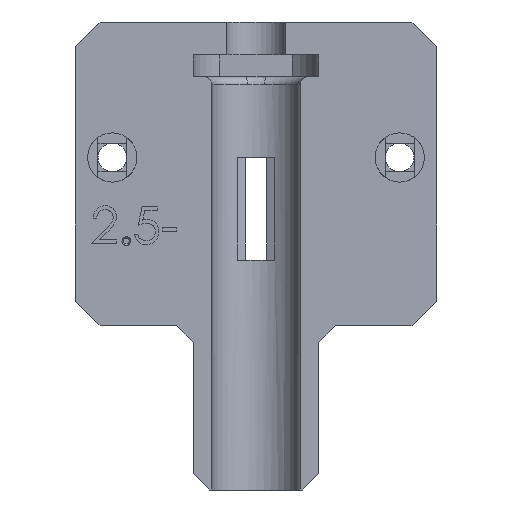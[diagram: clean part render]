
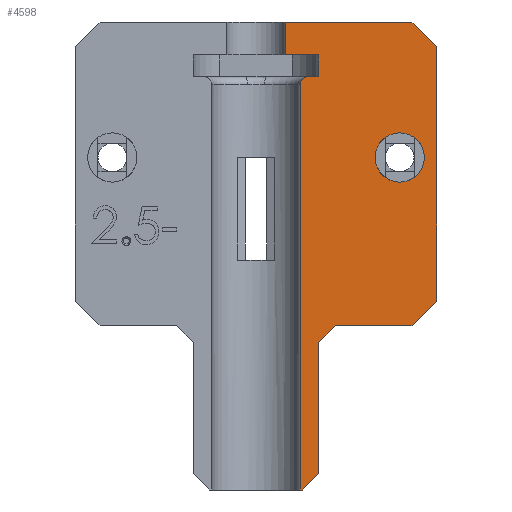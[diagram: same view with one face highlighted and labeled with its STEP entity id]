
A CAD part, front view. The second image highlights one B-rep face of the part: STEP entity #4598.
In plain terms, the highlighted planar face has unit normal (0, -1, 0).
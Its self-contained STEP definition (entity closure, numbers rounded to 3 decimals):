
#5 = CARTESIAN_POINT ( 'NONE',  ( 6.375, -26.875, 13.35 ) ) ;
#15 = DIRECTION ( 'NONE',  ( 0., -1., 0. ) ) ;
#93 = AXIS2_PLACEMENT_3D ( 'NONE', #6917, #15, #2556 ) ;
#118 = DIRECTION ( 'NONE',  ( 1., 0., 0. ) ) ;
#347 = EDGE_CURVE ( 'NONE', #5346, #5764, #5229, .T. ) ;
#403 = EDGE_CURVE ( 'NONE', #5299, #5764, #3645, .T. ) ;
#430 = LINE ( 'NONE', #6671, #3198 ) ;
#550 = AXIS2_PLACEMENT_3D ( 'NONE', #5924, #5881, #733 ) ;
#554 = ORIENTED_EDGE ( 'NONE', *, *, #6867, .T. ) ;
#573 = VERTEX_POINT ( 'NONE', #4675 ) ;
#619 = EDGE_CURVE ( 'NONE', #6223, #988, #4079, .T. ) ;
#677 = DIRECTION ( 'NONE',  ( 0.707, 0., 0.707 ) ) ;
#682 = VERTEX_POINT ( 'NONE', #7942 ) ;
#733 = DIRECTION ( 'NONE',  ( 0., 0., -1. ) ) ;
#769 = EDGE_CURVE ( 'NONE', #1505, #5082, #3596, .T. ) ;
#929 = VERTEX_POINT ( 'NONE', #6942 ) ;
#987 = EDGE_CURVE ( 'NONE', #7405, #929, #1254, .T. ) ;
#988 = VERTEX_POINT ( 'NONE', #5856 ) ;
#1020 = DIRECTION ( 'NONE',  ( 0.707, 0., 0.707 ) ) ;
#1134 = CARTESIAN_POINT ( 'NONE',  ( 7.65, -26.875, 13.35 ) ) ;
#1254 = LINE ( 'NONE', #2617, #7764 ) ;
#1329 = CIRCLE ( 'NONE', #550, 1. ) ;
#1365 = ORIENTED_EDGE ( 'NONE', *, *, #7932, .F. ) ;
#1505 = VERTEX_POINT ( 'NONE', #3659 ) ;
#1567 = EDGE_CURVE ( 'NONE', #5346, #7600, #3702, .T. ) ;
#1614 = VECTOR ( 'NONE', #677, 1000. ) ;
#1652 = VERTEX_POINT ( 'NONE', #6080 ) ;
#1680 = EDGE_CURVE ( 'NONE', #573, #7600, #430, .T. ) ;
#1725 = DIRECTION ( 'NONE',  ( 1., 0., 0. ) ) ;
#1768 = DIRECTION ( 'NONE',  ( 0., 0., 1. ) ) ;
#1839 = LINE ( 'NONE', #3256, #1614 ) ;
#1895 = FACE_OUTER_BOUND ( 'NONE', #3429, .T. ) ;
#1896 = EDGE_CURVE ( 'NONE', #988, #6223, #2800, .T. ) ;
#1899 = CARTESIAN_POINT ( 'NONE',  ( 5.375, -26.875, -29.481 ) ) ;
#1916 = ORIENTED_EDGE ( 'NONE', *, *, #1567, .F. ) ;
#1942 = VECTOR ( 'NONE', #5600, 1000. ) ;
#2034 = VECTOR ( 'NONE', #4397, 1000. ) ;
#2246 = ORIENTED_EDGE ( 'NONE', *, *, #1680, .T. ) ;
#2332 = VECTOR ( 'NONE', #8058, 1000. ) ;
#2373 = VECTOR ( 'NONE', #5963, 1000. ) ;
#2435 = VECTOR ( 'NONE', #2782, 1000. ) ;
#2437 = VECTOR ( 'NONE', #5409, 1000. ) ;
#2556 = DIRECTION ( 'NONE',  ( 0., 0., -1. ) ) ;
#2571 = VECTOR ( 'NONE', #4297, 1000. ) ;
#2617 = CARTESIAN_POINT ( 'NONE',  ( 6.375, -26.875, -37. ) ) ;
#2782 = DIRECTION ( 'NONE',  ( -0.707, 0., 0.707 ) ) ;
#2800 = CIRCLE ( 'NONE', #7425, 3. ) ;
#2843 = CARTESIAN_POINT ( 'NONE',  ( 17.5, -26.875, 3.5 ) ) ;
#2859 = VECTOR ( 'NONE', #6963, 1000. ) ;
#2864 = ORIENTED_EDGE ( 'NONE', *, *, #619, .F. ) ;
#2933 = ORIENTED_EDGE ( 'NONE', *, *, #769, .F. ) ;
#2934 = CARTESIAN_POINT ( 'NONE',  ( 25.938, -26.875, 13.062 ) ) ;
#3046 = VECTOR ( 'NONE', #1768, 1000. ) ;
#3106 = CARTESIAN_POINT ( 'NONE',  ( 3.625, -26.875, -0.313 ) ) ;
#3134 = CARTESIAN_POINT ( 'NONE',  ( 19., -26.875, 20. ) ) ;
#3142 = AXIS2_PLACEMENT_3D ( 'NONE', #2843, #4183, #6701 ) ;
#3198 = VECTOR ( 'NONE', #1020, 1000. ) ;
#3256 = CARTESIAN_POINT ( 'NONE',  ( 7.65, -26.875, -19. ) ) ;
#3429 = EDGE_LOOP ( 'NONE', ( #3775, #3872, #6347, #7226, #4673, #7743, #7112, #7599, #2246, #1916, #5770, #7279, #1365, #2933, #554 ) ) ;
#3529 = LINE ( 'NONE', #6042, #2373 ) ;
#3596 = LINE ( 'NONE', #6280, #2332 ) ;
#3640 = CARTESIAN_POINT ( 'NONE',  ( 5.375, -26.875, -37. ) ) ;
#3645 = LINE ( 'NONE', #7450, #2034 ) ;
#3659 = CARTESIAN_POINT ( 'NONE',  ( 7.65, -26.875, 16. ) ) ;
#3702 = LINE ( 'NONE', #6884, #1942 ) ;
#3775 = ORIENTED_EDGE ( 'NONE', *, *, #4325, .T. ) ;
#3872 = ORIENTED_EDGE ( 'NONE', *, *, #4091, .T. ) ;
#4079 = CIRCLE ( 'NONE', #3142, 3. ) ;
#4091 = EDGE_CURVE ( 'NONE', #6699, #4604, #1329, .T. ) ;
#4183 = DIRECTION ( 'NONE',  ( 0., -1., 0. ) ) ;
#4297 = DIRECTION ( 'NONE',  ( 0.707, 0., 0.707 ) ) ;
#4325 = EDGE_CURVE ( 'NONE', #4778, #6699, #5706, .T. ) ;
#4397 = DIRECTION ( 'NONE',  ( 1., 0., 0. ) ) ;
#4439 = PLANE ( 'NONE',  #93 ) ;
#4598 = ADVANCED_FACE ( 'NONE', ( #5833, #1895 ), #4439, .T. ) ;
#4604 = VERTEX_POINT ( 'NONE', #5091 ) ;
#4673 = ORIENTED_EDGE ( 'NONE', *, *, #6051, .T. ) ;
#4675 = CARTESIAN_POINT ( 'NONE',  ( 19., -26.875, -17. ) ) ;
#4778 = VERTEX_POINT ( 'NONE', #1134 ) ;
#4841 = EDGE_CURVE ( 'NONE', #5957, #682, #1839, .T. ) ;
#4935 = ORIENTED_EDGE ( 'NONE', *, *, #1896, .F. ) ;
#5030 = VECTOR ( 'NONE', #1725, 1000. ) ;
#5082 = VERTEX_POINT ( 'NONE', #5332 ) ;
#5091 = CARTESIAN_POINT ( 'NONE',  ( 5.375, -26.875, 12.35 ) ) ;
#5153 = CARTESIAN_POINT ( 'NONE',  ( 17.5, -26.875, 0.5 ) ) ;
#5212 = CARTESIAN_POINT ( 'NONE',  ( 17.5, -26.875, 3.5 ) ) ;
#5229 = LINE ( 'NONE', #2934, #2435 ) ;
#5299 = VERTEX_POINT ( 'NONE', #5774 ) ;
#5332 = CARTESIAN_POINT ( 'NONE',  ( 3.625, -26.875, 16. ) ) ;
#5346 = VERTEX_POINT ( 'NONE', #7106 ) ;
#5409 = DIRECTION ( 'NONE',  ( 0., 0., -1. ) ) ;
#5600 = DIRECTION ( 'NONE',  ( 0., 0., -1. ) ) ;
#5614 = CARTESIAN_POINT ( 'NONE',  ( 21.262, -26.875, -21.389 ) ) ;
#5676 = LINE ( 'NONE', #3106, #3046 ) ;
#5706 = LINE ( 'NONE', #5, #6157 ) ;
#5764 = VERTEX_POINT ( 'NONE', #3134 ) ;
#5770 = ORIENTED_EDGE ( 'NONE', *, *, #347, .T. ) ;
#5774 = CARTESIAN_POINT ( 'NONE',  ( 3.625, -26.875, 20. ) ) ;
#5833 = FACE_BOUND ( 'NONE', #7162, .T. ) ;
#5856 = CARTESIAN_POINT ( 'NONE',  ( 17.5, -26.875, 6.5 ) ) ;
#5881 = DIRECTION ( 'NONE',  ( 0., -1., 0. ) ) ;
#5894 = EDGE_CURVE ( 'NONE', #5957, #1652, #7941, .T. ) ;
#5924 = CARTESIAN_POINT ( 'NONE',  ( 6.375, -26.875, 12.35 ) ) ;
#5957 = VERTEX_POINT ( 'NONE', #6111 ) ;
#5963 = DIRECTION ( 'NONE',  ( 0., 0., -1. ) ) ;
#6042 = CARTESIAN_POINT ( 'NONE',  ( 7.65, -26.875, -6.502 ) ) ;
#6051 = EDGE_CURVE ( 'NONE', #929, #1652, #8187, .T. ) ;
#6055 = LINE ( 'NONE', #1899, #2859 ) ;
#6080 = CARTESIAN_POINT ( 'NONE',  ( 7.65, -26.875, -35. ) ) ;
#6111 = CARTESIAN_POINT ( 'NONE',  ( 7.65, -26.875, -19. ) ) ;
#6157 = VECTOR ( 'NONE', #7029, 1000. ) ;
#6223 = VERTEX_POINT ( 'NONE', #5153 ) ;
#6280 = CARTESIAN_POINT ( 'NONE',  ( 6.375, -26.875, 16. ) ) ;
#6336 = CARTESIAN_POINT ( 'NONE',  ( 6.375, -26.875, 13.35 ) ) ;
#6347 = ORIENTED_EDGE ( 'NONE', *, *, #7981, .F. ) ;
#6451 = DIRECTION ( 'NONE',  ( 0., -1., 0. ) ) ;
#6671 = CARTESIAN_POINT ( 'NONE',  ( 17.937, -26.875, -18.063 ) ) ;
#6699 = VERTEX_POINT ( 'NONE', #6336 ) ;
#6701 = DIRECTION ( 'NONE',  ( 0., 0., -1. ) ) ;
#6753 = CARTESIAN_POINT ( 'NONE',  ( 6.375, -26.875, -17. ) ) ;
#6867 = EDGE_CURVE ( 'NONE', #1505, #4778, #3529, .T. ) ;
#6884 = CARTESIAN_POINT ( 'NONE',  ( 22., -26.875, -6.502 ) ) ;
#6917 = CARTESIAN_POINT ( 'NONE',  ( 6.375, -26.875, -6.502 ) ) ;
#6942 = CARTESIAN_POINT ( 'NONE',  ( 5.65, -26.875, -37. ) ) ;
#6963 = DIRECTION ( 'NONE',  ( 0., 0., 1. ) ) ;
#6965 = EDGE_CURVE ( 'NONE', #682, #573, #7412, .T. ) ;
#7029 = DIRECTION ( 'NONE',  ( -1., 0., 0. ) ) ;
#7068 = CARTESIAN_POINT ( 'NONE',  ( 22., -26.875, -14. ) ) ;
#7074 = DIRECTION ( 'NONE',  ( 0., 0., -1. ) ) ;
#7106 = CARTESIAN_POINT ( 'NONE',  ( 22., -26.875, 17. ) ) ;
#7112 = ORIENTED_EDGE ( 'NONE', *, *, #4841, .T. ) ;
#7162 = EDGE_LOOP ( 'NONE', ( #4935, #2864 ) ) ;
#7226 = ORIENTED_EDGE ( 'NONE', *, *, #987, .T. ) ;
#7279 = ORIENTED_EDGE ( 'NONE', *, *, #403, .F. ) ;
#7283 = CARTESIAN_POINT ( 'NONE',  ( 7.65, -26.875, -6.502 ) ) ;
#7405 = VERTEX_POINT ( 'NONE', #3640 ) ;
#7412 = LINE ( 'NONE', #6753, #5030 ) ;
#7425 = AXIS2_PLACEMENT_3D ( 'NONE', #5212, #6451, #7074 ) ;
#7450 = CARTESIAN_POINT ( 'NONE',  ( -22.5, -26.875, 20. ) ) ;
#7599 = ORIENTED_EDGE ( 'NONE', *, *, #6965, .T. ) ;
#7600 = VERTEX_POINT ( 'NONE', #7068 ) ;
#7743 = ORIENTED_EDGE ( 'NONE', *, *, #5894, .F. ) ;
#7764 = VECTOR ( 'NONE', #118, 1000. ) ;
#7932 = EDGE_CURVE ( 'NONE', #5082, #5299, #5676, .T. ) ;
#7941 = LINE ( 'NONE', #7283, #2437 ) ;
#7942 = CARTESIAN_POINT ( 'NONE',  ( 9.65, -26.875, -17. ) ) ;
#7981 = EDGE_CURVE ( 'NONE', #7405, #4604, #6055, .T. ) ;
#8058 = DIRECTION ( 'NONE',  ( -1., 0., 0. ) ) ;
#8187 = LINE ( 'NONE', #5614, #2571 ) ;
